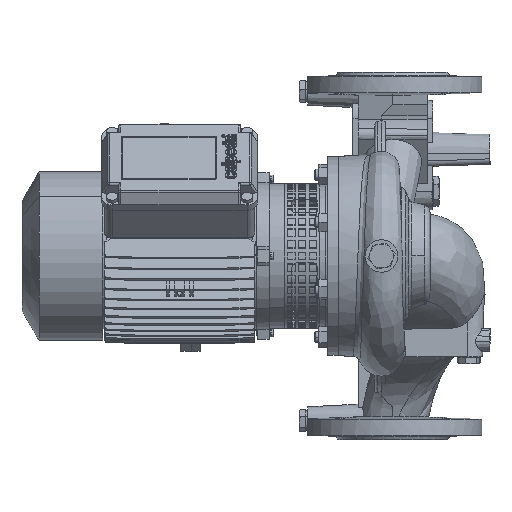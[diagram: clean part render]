
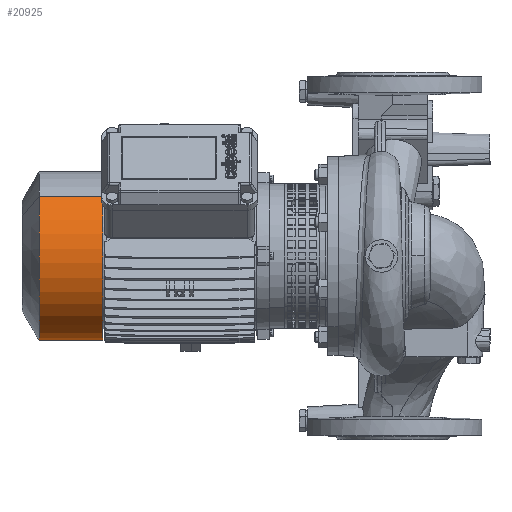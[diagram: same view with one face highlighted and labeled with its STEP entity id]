
A CAD part, left-side view. The second image highlights one B-rep face of the part: STEP entity #20925.
In plain terms, the highlighted cylindrical face has radius 78.3 mm (diameter 156.6 mm), a partial arc.
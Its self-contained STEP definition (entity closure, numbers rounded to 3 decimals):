
#1925 = CARTESIAN_POINT ( 'NONE',  ( 0., -78.3, -130.238 ) ) ;
#13010 = LINE ( 'NONE', #71538, #111984 ) ;
#15209 = CARTESIAN_POINT ( 'NONE',  ( 0., 78.3, -71. ) ) ;
#20226 = CARTESIAN_POINT ( 'NONE',  ( 0., -78.3, -144.8 ) ) ;
#20925 = ADVANCED_FACE ( 'NONE', ( #226901 ), #99712, .T. ) ;
#33703 = EDGE_LOOP ( 'NONE', ( #152011, #80943, #134416, #220076 ) ) ;
#38940 = DIRECTION ( 'NONE',  ( 0., 0., 1. ) ) ;
#46246 = CARTESIAN_POINT ( 'NONE',  ( 0., 0., -71. ) ) ;
#47472 = DIRECTION ( 'NONE',  ( 0., 0., 1. ) ) ;
#53303 = EDGE_CURVE ( 'NONE', #147042, #99556, #58748, .T. ) ;
#56314 = EDGE_CURVE ( 'NONE', #194881, #99556, #192113, .T. ) ;
#58748 = CIRCLE ( 'NONE', #205961, 78.3 ) ;
#65240 = DIRECTION ( 'NONE',  ( 0., -1., 0. ) ) ;
#71538 = CARTESIAN_POINT ( 'NONE',  ( 0., 78.3, -144.8 ) ) ;
#80943 = ORIENTED_EDGE ( 'NONE', *, *, #125585, .T. ) ;
#99556 = VERTEX_POINT ( 'NONE', #161706 ) ;
#99712 = CYLINDRICAL_SURFACE ( 'NONE', #208817, 78.3 ) ;
#111984 = VECTOR ( 'NONE', #203615, 1000. ) ;
#114716 = VECTOR ( 'NONE', #38940, 1000. ) ;
#119629 = DIRECTION ( 'NONE',  ( 0., 0., 1. ) ) ;
#122214 = DIRECTION ( 'NONE',  ( 0., -1., 0. ) ) ;
#124421 = AXIS2_PLACEMENT_3D ( 'NONE', #235884, #144879, #65240 ) ;
#125585 = EDGE_CURVE ( 'NONE', #234976, #194881, #180091, .T. ) ;
#134416 = ORIENTED_EDGE ( 'NONE', *, *, #56314, .T. ) ;
#144879 = DIRECTION ( 'NONE',  ( 0., 0., 1. ) ) ;
#147042 = VERTEX_POINT ( 'NONE', #15209 ) ;
#152011 = ORIENTED_EDGE ( 'NONE', *, *, #218131, .F. ) ;
#161706 = CARTESIAN_POINT ( 'NONE',  ( 0., -78.3, -71. ) ) ;
#165727 = CARTESIAN_POINT ( 'NONE',  ( 0., 78.3, -130.238 ) ) ;
#175724 = CARTESIAN_POINT ( 'NONE',  ( 0., 0., -144.8 ) ) ;
#180091 = CIRCLE ( 'NONE', #124421, 78.3 ) ;
#192113 = LINE ( 'NONE', #20226, #114716 ) ;
#194881 = VERTEX_POINT ( 'NONE', #1925 ) ;
#196863 = DIRECTION ( 'NONE',  ( 0., -1., 0. ) ) ;
#203615 = DIRECTION ( 'NONE',  ( 0., 0., 1. ) ) ;
#205961 = AXIS2_PLACEMENT_3D ( 'NONE', #46246, #47472, #122214 ) ;
#208817 = AXIS2_PLACEMENT_3D ( 'NONE', #175724, #119629, #196863 ) ;
#218131 = EDGE_CURVE ( 'NONE', #234976, #147042, #13010, .T. ) ;
#220076 = ORIENTED_EDGE ( 'NONE', *, *, #53303, .F. ) ;
#226901 = FACE_OUTER_BOUND ( 'NONE', #33703, .T. ) ;
#234976 = VERTEX_POINT ( 'NONE', #165727 ) ;
#235884 = CARTESIAN_POINT ( 'NONE',  ( 0., 0., -130.238 ) ) ;
